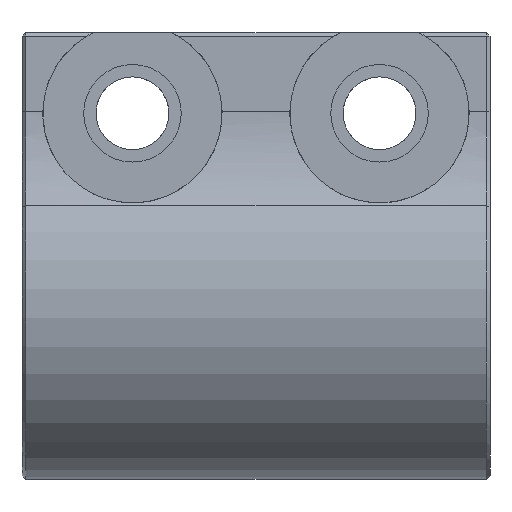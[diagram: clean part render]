
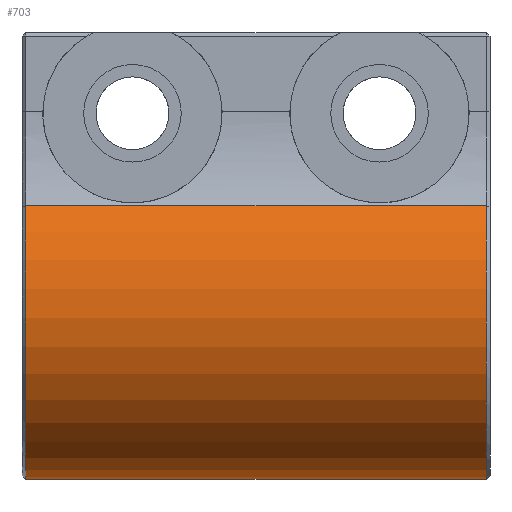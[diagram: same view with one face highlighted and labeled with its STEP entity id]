
A CAD part, left-side view. The second image highlights one B-rep face of the part: STEP entity #703.
In plain terms, the highlighted cylindrical face has radius 6.35 mm (diameter 12.7 mm), a partial arc.
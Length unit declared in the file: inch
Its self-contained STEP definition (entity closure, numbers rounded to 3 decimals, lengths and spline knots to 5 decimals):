
#9 = EDGE_CURVE ( 'NONE', #355, #1449, #1485, .T. ) ;
#16 = CARTESIAN_POINT ( 'NONE',  ( 0., 0.6475, -0.25 ) ) ;
#81 = DIRECTION ( 'NONE',  ( 0., 0., -1. ) ) ;
#119 = AXIS2_PLACEMENT_3D ( 'NONE', #458, #1548, #606 ) ;
#246 = VECTOR ( 'NONE', #1221, 39.37008 ) ;
#267 = CIRCLE ( 'NONE', #1696, 0.25 ) ;
#334 = CARTESIAN_POINT ( 'NONE',  ( 0., 0.6525, -0.25 ) ) ;
#351 = VERTEX_POINT ( 'NONE', #16 ) ;
#355 = VERTEX_POINT ( 'NONE', #475 ) ;
#369 = EDGE_CURVE ( 'NONE', #351, #1125, #1695, .T. ) ;
#403 = DIRECTION ( 'NONE',  ( 0., -1., 0. ) ) ;
#406 = CARTESIAN_POINT ( 'NONE',  ( 0., 0.6475, 0. ) ) ;
#458 = CARTESIAN_POINT ( 'NONE',  ( 0., 0.005, 0. ) ) ;
#475 = CARTESIAN_POINT ( 'NONE',  ( -0.2125, 0.005, 0.1317 ) ) ;
#486 = DIRECTION ( 'NONE',  ( 0., -1., 0. ) ) ;
#522 = ORIENTED_EDGE ( 'NONE', *, *, #1521, .T. ) ;
#555 = DIRECTION ( 'NONE',  ( 0., 0., 1. ) ) ;
#606 = DIRECTION ( 'NONE',  ( 0., 0., 1. ) ) ;
#703 = ADVANCED_FACE ( 'NONE', ( #1892 ), #1106, .T. ) ;
#793 = AXIS2_PLACEMENT_3D ( 'NONE', #1173, #403, #81 ) ;
#857 = VECTOR ( 'NONE', #486, 39.37008 ) ;
#863 = ORIENTED_EDGE ( 'NONE', *, *, #369, .T. ) ;
#968 = CIRCLE ( 'NONE', #119, 0.25 ) ;
#1072 = EDGE_LOOP ( 'NONE', ( #522, #863, #1634, #1909 ) ) ;
#1106 = CYLINDRICAL_SURFACE ( 'NONE', #793, 0.25 ) ;
#1125 = VERTEX_POINT ( 'NONE', #1343 ) ;
#1173 = CARTESIAN_POINT ( 'NONE',  ( 0., 0.6525, 0. ) ) ;
#1213 = CARTESIAN_POINT ( 'NONE',  ( -0.2125, 0.6525, 0.1317 ) ) ;
#1221 = DIRECTION ( 'NONE',  ( 0., 1., 0. ) ) ;
#1304 = EDGE_CURVE ( 'NONE', #1125, #355, #968, .T. ) ;
#1307 = CARTESIAN_POINT ( 'NONE',  ( -0.2125, 0.6475, 0.1317 ) ) ;
#1343 = CARTESIAN_POINT ( 'NONE',  ( 0., 0.005, -0.25 ) ) ;
#1449 = VERTEX_POINT ( 'NONE', #1307 ) ;
#1485 = LINE ( 'NONE', #1213, #246 ) ;
#1488 = DIRECTION ( 'NONE',  ( 0., -1., 0. ) ) ;
#1521 = EDGE_CURVE ( 'NONE', #1449, #351, #267, .T. ) ;
#1548 = DIRECTION ( 'NONE',  ( 0., 1., 0. ) ) ;
#1634 = ORIENTED_EDGE ( 'NONE', *, *, #1304, .T. ) ;
#1695 = LINE ( 'NONE', #334, #857 ) ;
#1696 = AXIS2_PLACEMENT_3D ( 'NONE', #406, #1488, #555 ) ;
#1892 = FACE_OUTER_BOUND ( 'NONE', #1072, .T. ) ;
#1909 = ORIENTED_EDGE ( 'NONE', *, *, #9, .T. ) ;
